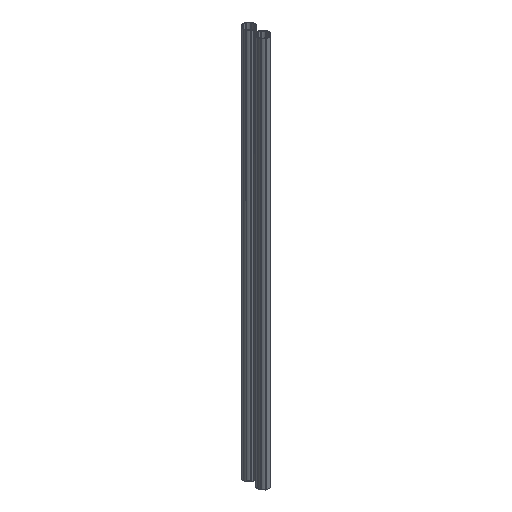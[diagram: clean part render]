
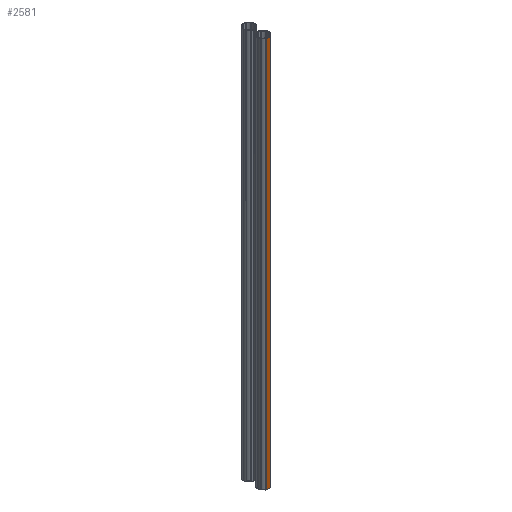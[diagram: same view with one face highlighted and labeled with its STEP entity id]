
A CAD part, isometric view. The second image highlights one B-rep face of the part: STEP entity #2581.
In plain terms, the highlighted cylindrical face has radius 14 mm (diameter 28 mm), a partial arc.
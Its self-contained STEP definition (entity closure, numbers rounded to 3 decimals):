
#48 = LINE ( 'NONE', #1897, #3357 ) ;
#94 = VERTEX_POINT ( 'NONE', #205 ) ;
#126 = AXIS2_PLACEMENT_3D ( 'NONE', #1211, #910, #1560 ) ;
#205 = CARTESIAN_POINT ( 'NONE',  ( -6.34, -12.482, 0. ) ) ;
#254 = DIRECTION ( 'NONE',  ( 0., 0., 1. ) ) ;
#430 = VERTEX_POINT ( 'NONE', #3712 ) ;
#544 = CARTESIAN_POINT ( 'NONE',  ( 0., 0., 1000. ) ) ;
#749 = CARTESIAN_POINT ( 'NONE',  ( 6.34, -12.482, 0. ) ) ;
#845 = DIRECTION ( 'NONE',  ( 0., 0., 1. ) ) ;
#910 = DIRECTION ( 'NONE',  ( 0., 0., -1. ) ) ;
#1003 = EDGE_CURVE ( 'NONE', #430, #94, #48, .T. ) ;
#1145 = ORIENTED_EDGE ( 'NONE', *, *, #1003, .T. ) ;
#1156 = ORIENTED_EDGE ( 'NONE', *, *, #1550, .T. ) ;
#1166 = VERTEX_POINT ( 'NONE', #749 ) ;
#1211 = CARTESIAN_POINT ( 'NONE',  ( 0., 0., 1000. ) ) ;
#1266 = CARTESIAN_POINT ( 'NONE',  ( 6.34, -12.482, 1000. ) ) ;
#1326 = EDGE_CURVE ( 'NONE', #1166, #2932, #2442, .T. ) ;
#1550 = EDGE_CURVE ( 'NONE', #94, #1166, #4021, .T. ) ;
#1560 = DIRECTION ( 'NONE',  ( -1., 0., 0. ) ) ;
#1691 = CARTESIAN_POINT ( 'NONE',  ( 0., 0., 0. ) ) ;
#1738 = AXIS2_PLACEMENT_3D ( 'NONE', #544, #254, #3694 ) ;
#1872 = VECTOR ( 'NONE', #845, 1000. ) ;
#1897 = CARTESIAN_POINT ( 'NONE',  ( -6.34, -12.482, 1000. ) ) ;
#2192 = EDGE_LOOP ( 'NONE', ( #2358, #1145, #1156, #2286 ) ) ;
#2266 = AXIS2_PLACEMENT_3D ( 'NONE', #1691, #2662, #3906 ) ;
#2286 = ORIENTED_EDGE ( 'NONE', *, *, #1326, .T. ) ;
#2358 = ORIENTED_EDGE ( 'NONE', *, *, #2471, .F. ) ;
#2442 = LINE ( 'NONE', #3355, #1872 ) ;
#2471 = EDGE_CURVE ( 'NONE', #430, #2932, #4017, .T. ) ;
#2581 = ADVANCED_FACE ( 'NONE', ( #2756 ), #4002, .T. ) ;
#2662 = DIRECTION ( 'NONE',  ( 0., 0., 1. ) ) ;
#2756 = FACE_OUTER_BOUND ( 'NONE', #2192, .T. ) ;
#2897 = DIRECTION ( 'NONE',  ( 0., 0., -1. ) ) ;
#2932 = VERTEX_POINT ( 'NONE', #1266 ) ;
#3355 = CARTESIAN_POINT ( 'NONE',  ( 6.34, -12.482, 1000. ) ) ;
#3357 = VECTOR ( 'NONE', #2897, 1000. ) ;
#3694 = DIRECTION ( 'NONE',  ( -1., 0., 0. ) ) ;
#3712 = CARTESIAN_POINT ( 'NONE',  ( -6.34, -12.482, 1000. ) ) ;
#3906 = DIRECTION ( 'NONE',  ( -1., 0., 0. ) ) ;
#4002 = CYLINDRICAL_SURFACE ( 'NONE', #126, 14. ) ;
#4017 = CIRCLE ( 'NONE', #1738, 14. ) ;
#4021 = CIRCLE ( 'NONE', #2266, 14. ) ;
